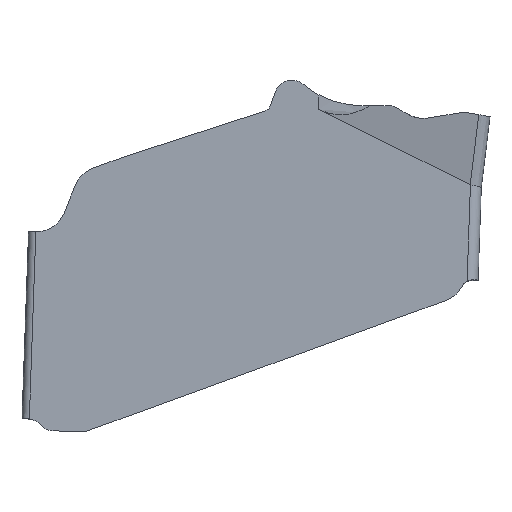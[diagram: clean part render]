
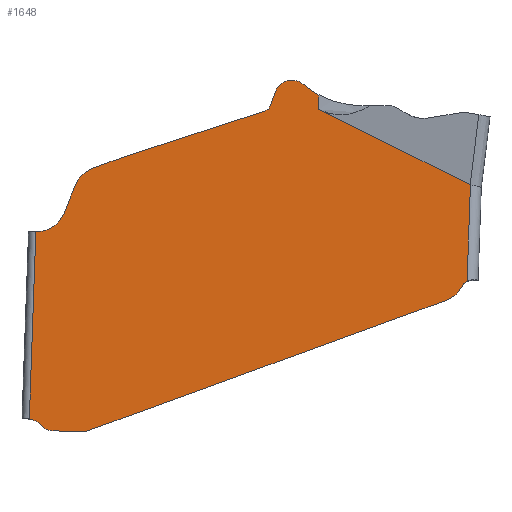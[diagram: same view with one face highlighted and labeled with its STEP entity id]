
A CAD part, left-side view. The second image highlights one B-rep face of the part: STEP entity #1648.
In plain terms, the highlighted planar face has unit normal (-1, 0, 0).
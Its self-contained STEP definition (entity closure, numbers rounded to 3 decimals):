
#144=CARTESIAN_POINT('',(-1.75,0.541,-1.861));
#145=CARTESIAN_POINT('',(-1.75,0.54,-1.861));
#146=CARTESIAN_POINT('',(-1.75,0.539,-1.862));
#147=CARTESIAN_POINT('',(-1.75,0.537,-1.862));
#148=CARTESIAN_POINT('',(-1.75,0.536,-1.862));
#149=CARTESIAN_POINT('',(-1.75,0.535,-1.862));
#179=DIRECTION('',(0.,0.035,-0.999));
#180=VECTOR('',#179,0.392);
#181=CARTESIAN_POINT('',(-1.75,4.675,0.594));
#182=LINE('',#181,#180);
#192=CARTESIAN_POINT('',(-1.75,4.675,0.594));
#206=CARTESIAN_POINT('',(-1.75,1.474,-4.272));
#207=DIRECTION('',(-1.,0.,0.));
#208=DIRECTION('',(0.,-0.342,-0.94));
#209=AXIS2_PLACEMENT_3D('',#206,#207,#208);
#214=DIRECTION('',(0.,-0.94,0.342));
#215=VECTOR('',#214,3.861);
#216=CARTESIAN_POINT('',(-1.75,4.828,-6.344));
#217=LINE('',#216,#215);
#221=DIRECTION('',(0.,-0.94,0.342));
#222=VECTOR('',#221,2.586);
#223=CARTESIAN_POINT('',(-1.75,7.258,-7.228));
#224=LINE('',#223,#222);
#228=DIRECTION('',(0.,-0.94,0.342));
#229=VECTOR('',#228,4.065);
#230=CARTESIAN_POINT('',(-1.75,11.078,-8.619));
#231=LINE('',#230,#229);
#235=DIRECTION('',(0.,-0.999,-0.035));
#236=VECTOR('',#235,0.865);
#237=CARTESIAN_POINT('',(-1.75,11.943,-8.588));
#238=LINE('',#237,#236);
#242=CARTESIAN_POINT('',(-1.75,11.925,-8.089));
#243=DIRECTION('',(-1.,0.,0.));
#244=DIRECTION('',(0.,0.738,-0.675));
#245=AXIS2_PLACEMENT_3D('',#242,#243,#244);
#250=CARTESIAN_POINT('',(-1.75,12.664,-8.763));
#251=DIRECTION('',(1.,0.,0.));
#252=DIRECTION('',(0.,-0.135,0.991));
#253=AXIS2_PLACEMENT_3D('',#250,#251,#252);
#258=CARTESIAN_POINT('',(-1.75,12.389,-2.342));
#259=DIRECTION('',(1.,0.,0.));
#260=DIRECTION('',(0.,-0.927,-0.375));
#261=AXIS2_PLACEMENT_3D('',#258,#259,#260);
#266=DIRECTION('',(0.,0.375,-0.927));
#267=VECTOR('',#266,0.839);
#268=CARTESIAN_POINT('',(-1.75,11.333,-1.863));
#269=LINE('',#268,#267);
#273=CARTESIAN_POINT('',(-1.75,10.591,-2.163));
#274=DIRECTION('',(-1.,0.,0.));
#275=DIRECTION('',(0.,0.342,0.94));
#276=AXIS2_PLACEMENT_3D('',#273,#274,#275);
#281=DIRECTION('',(0.,0.94,-0.342));
#282=VECTOR('',#281,0.891);
#283=CARTESIAN_POINT('',(-1.75,10.028,-1.107));
#284=LINE('',#283,#282);
#288=CARTESIAN_POINT('',(-1.75,9.686,-2.046));
#289=DIRECTION('',(-1.,0.,0.));
#290=DIRECTION('',(0.,0.309,0.951));
#291=AXIS2_PLACEMENT_3D('',#288,#289,#290);
#296=DIRECTION('',(0.,0.951,-0.309));
#297=VECTOR('',#296,4.031);
#298=CARTESIAN_POINT('',(-1.75,6.162,0.15));
#299=LINE('',#298,#297);
#303=CARTESIAN_POINT('',(-1.75,6.239,0.388));
#304=DIRECTION('',(1.,0.,0.));
#305=DIRECTION('',(0.,-0.94,-0.342));
#306=AXIS2_PLACEMENT_3D('',#303,#304,#305);
#311=DIRECTION('',(0.,0.342,-0.94));
#312=VECTOR('',#311,0.409);
#313=CARTESIAN_POINT('',(-1.75,5.864,0.687));
#314=LINE('',#313,#312);
#318=CARTESIAN_POINT('',(-1.75,5.417,0.525));
#319=DIRECTION('',(-1.,0.,0.));
#320=DIRECTION('',(0.,-0.644,0.765));
#321=AXIS2_PLACEMENT_3D('',#318,#319,#320);
#326=CARTESIAN_POINT('',(-1.75,3.499,2.802));
#327=DIRECTION('',(1.,0.,0.));
#328=DIRECTION('',(0.,0.47,-0.883));
#329=AXIS2_PLACEMENT_3D('',#326,#327,#328);
#334=DIRECTION('',(0.,0.895,0.445));
#335=VECTOR('',#334,4.633);
#336=CARTESIAN_POINT('',(-1.75,0.541,-1.861));
#337=LINE('',#336,#335);
#341=CARTESIAN_POINT('',(-1.75,0.746,-4.612));
#342=CARTESIAN_POINT('',(-1.75,0.718,-4.563));
#343=CARTESIAN_POINT('',(-1.75,0.677,-4.523));
#344=CARTESIAN_POINT('',(-1.75,0.627,-4.497));
#349=DIRECTION('',(0.,-0.5,0.866));
#350=VECTOR('',#349,0.069);
#351=CARTESIAN_POINT('',(-1.75,0.781,-4.672));
#352=LINE('',#351,#350);
#795=DIRECTION('',(0.,0.035,-0.999));
#796=VECTOR('',#795,2.636);
#797=CARTESIAN_POINT('',(-1.75,0.535,-1.862));
#798=LINE('',#797,#796);
#1052=DIRECTION('',(0.,-0.035,0.999));
#1053=VECTOR('',#1052,5.13);
#1054=CARTESIAN_POINT('',(-1.75,12.596,-8.268));
#1055=LINE('',#1054,#1053);
#1253=VERTEX_POINT('',#192);
#1256=CARTESIAN_POINT('',(-1.75,5.111,
0.888));
#1257=VERTEX_POINT('',#1256);
#1258=CARTESIAN_POINT('',(-1.75,1.2,-5.023));
#1259=CARTESIAN_POINT('',(-1.75,0.781,-4.672));
#1260=VERTEX_POINT('',#1258);
#1261=VERTEX_POINT('',#1259);
#1262=CARTESIAN_POINT('',(-1.75,0.746,-4.612));
#1263=VERTEX_POINT('',#1262);
#1264=VERTEX_POINT('',#344);
#1265=CARTESIAN_POINT('',(-1.75,0.535,-1.862));
#1266=VERTEX_POINT('',#1265);
#1267=VERTEX_POINT('',#144);
#1268=CARTESIAN_POINT('',(-1.75,4.689,0.202));
#1269=VERTEX_POINT('',#1268);
#1270=CARTESIAN_POINT('',(-1.75,5.864,0.687));
#1271=VERTEX_POINT('',#1270);
#1272=CARTESIAN_POINT('',(-1.75,6.004,0.303));
#1273=VERTEX_POINT('',#1272);
#1274=CARTESIAN_POINT('',(-1.75,6.162,0.15));
#1275=VERTEX_POINT('',#1274);
#1276=CARTESIAN_POINT('',(-1.75,9.995,-1.095));
#1277=VERTEX_POINT('',#1276);
#1278=CARTESIAN_POINT('',(-1.75,10.028,-1.107));
#1279=VERTEX_POINT('',#1278);
#1280=CARTESIAN_POINT('',(-1.75,10.865,-1.411));
#1281=VERTEX_POINT('',#1280);
#1282=CARTESIAN_POINT('',(-1.75,11.333,-1.863));
#1283=VERTEX_POINT('',#1282);
#1284=CARTESIAN_POINT('',(-1.75,11.648,-2.641));
#1285=VERTEX_POINT('',#1284);
#1286=CARTESIAN_POINT('',(-1.75,12.417,-3.141));
#1287=VERTEX_POINT('',#1286);
#1288=CARTESIAN_POINT('',(-1.75,12.596,-8.268));
#1289=VERTEX_POINT('',#1288);
#1290=CARTESIAN_POINT('',(-1.75,12.294,-8.426));
#1291=VERTEX_POINT('',#1290);
#1292=CARTESIAN_POINT('',(-1.75,11.943,-8.588));
#1293=VERTEX_POINT('',#1292);
#1294=CARTESIAN_POINT('',(-1.75,11.078,-8.619));
#1295=VERTEX_POINT('',#1294);
#1296=CARTESIAN_POINT('',(-1.75,7.258,-7.228));
#1297=VERTEX_POINT('',#1296);
#1298=CARTESIAN_POINT('',(-1.75,4.828,-6.344));
#1299=VERTEX_POINT('',#1298);
#1596=CARTESIAN_POINT('',(-1.75,12.265,1.207));
#1597=DIRECTION('',(-1.,0.,0.));
#1598=DIRECTION('',(0.,0.999,0.035));
#1599=AXIS2_PLACEMENT_3D('',#1596,#1597,#1598);
#1600=PLANE('',#1599);
#1602=ORIENTED_EDGE('',*,*,#1601,.F.);
#1604=ORIENTED_EDGE('',*,*,#1603,.F.);
#1606=ORIENTED_EDGE('',*,*,#1605,.F.);
#1608=ORIENTED_EDGE('',*,*,#1607,.F.);
#1610=ORIENTED_EDGE('',*,*,#1609,.F.);
#1612=ORIENTED_EDGE('',*,*,#1611,.F.);
#1614=ORIENTED_EDGE('',*,*,#1613,.F.);
#1616=ORIENTED_EDGE('',*,*,#1615,.T.);
#1618=ORIENTED_EDGE('',*,*,#1617,.F.);
#1620=ORIENTED_EDGE('',*,*,#1619,.F.);
#1622=ORIENTED_EDGE('',*,*,#1621,.F.);
#1624=ORIENTED_EDGE('',*,*,#1623,.F.);
#1626=ORIENTED_EDGE('',*,*,#1625,.F.);
#1628=ORIENTED_EDGE('',*,*,#1627,.F.);
#1630=ORIENTED_EDGE('',*,*,#1629,.F.);
#1632=ORIENTED_EDGE('',*,*,#1631,.F.);
#1634=ORIENTED_EDGE('',*,*,#1633,.F.);
#1636=ORIENTED_EDGE('',*,*,#1635,.F.);
#1637=ORIENTED_EDGE('',*,*,#1574,.T.);
#1638=ORIENTED_EDGE('',*,*,#1552,.F.);
#1639=ORIENTED_EDGE('',*,*,#1515,.T.);
#1641=ORIENTED_EDGE('',*,*,#1640,.T.);
#1643=ORIENTED_EDGE('',*,*,#1642,.F.);
#1645=ORIENTED_EDGE('',*,*,#1644,.F.);
#1646=EDGE_LOOP('',(#1602,#1604,#1606,#1608,#1610,#1612,#1614,#1616,#1618,#1620,
#1622,#1624,#1626,#1628,#1630,#1632,#1634,#1636,#1637,#1638,#1639,#1641,#1643,
#1645));
#1647=FACE_OUTER_BOUND('',#1646,.F.);
#150=B_SPLINE_CURVE_WITH_KNOTS('',3,(#144,#145,#146,#147,#148,#149),
.UNSPECIFIED.,.F.,.F.,(4,1,1,4),(0.,0.333,0.667,1.),
.UNSPECIFIED.);
#210=CIRCLE('',#209,0.8);
#246=CIRCLE('',#245,0.5);
#254=CIRCLE('',#253,0.5);
#262=CIRCLE('',#261,0.8);
#277=CIRCLE('',#276,0.8);
#292=CIRCLE('',#291,1.);
#307=CIRCLE('',#306,0.25);
#322=CIRCLE('',#321,0.475);
#330=CIRCLE('',#329,2.502);
#345=B_SPLINE_CURVE_WITH_KNOTS('',3,(#341,#342,#343,#344),.UNSPECIFIED.,.F.,.F.,
(4,4),(0.,1.),.UNSPECIFIED.);
#1515=EDGE_CURVE('',#1267,#1266,#150,.T.);
#1552=EDGE_CURVE('',#1267,#1269,#337,.T.);
#1574=EDGE_CURVE('',#1253,#1269,#182,.T.);
#1601=EDGE_CURVE('',#1260,#1261,#210,.T.);
#1603=EDGE_CURVE('',#1299,#1260,#217,.T.);
#1605=EDGE_CURVE('',#1297,#1299,#224,.T.);
#1607=EDGE_CURVE('',#1295,#1297,#231,.T.);
#1609=EDGE_CURVE('',#1293,#1295,#238,.T.);
#1611=EDGE_CURVE('',#1291,#1293,#246,.T.);
#1613=EDGE_CURVE('',#1289,#1291,#254,.T.);
#1615=EDGE_CURVE('',#1289,#1287,#1055,.T.);
#1617=EDGE_CURVE('',#1285,#1287,#262,.T.);
#1619=EDGE_CURVE('',#1283,#1285,#269,.T.);
#1621=EDGE_CURVE('',#1281,#1283,#277,.T.);
#1623=EDGE_CURVE('',#1279,#1281,#284,.T.);
#1625=EDGE_CURVE('',#1277,#1279,#292,.T.);
#1627=EDGE_CURVE('',#1275,#1277,#299,.T.);
#1629=EDGE_CURVE('',#1273,#1275,#307,.T.);
#1631=EDGE_CURVE('',#1271,#1273,#314,.T.);
#1633=EDGE_CURVE('',#1257,#1271,#322,.T.);
#1635=EDGE_CURVE('',#1253,#1257,#330,.T.);
#1640=EDGE_CURVE('',#1266,#1264,#798,.T.);
#1642=EDGE_CURVE('',#1263,#1264,#345,.T.);
#1644=EDGE_CURVE('',#1261,#1263,#352,.T.);
#1648=ADVANCED_FACE('',(#1647),#1600,.T.);
